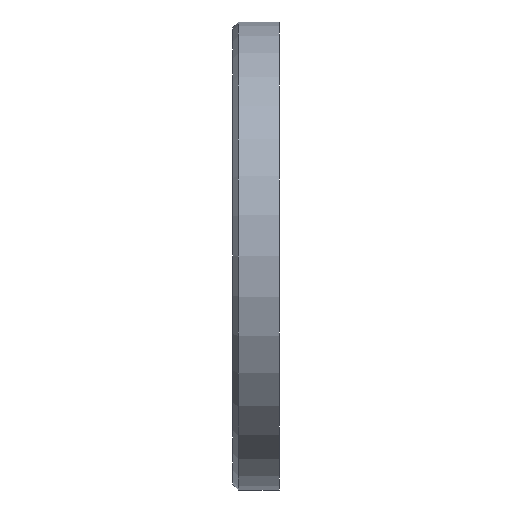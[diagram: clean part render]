
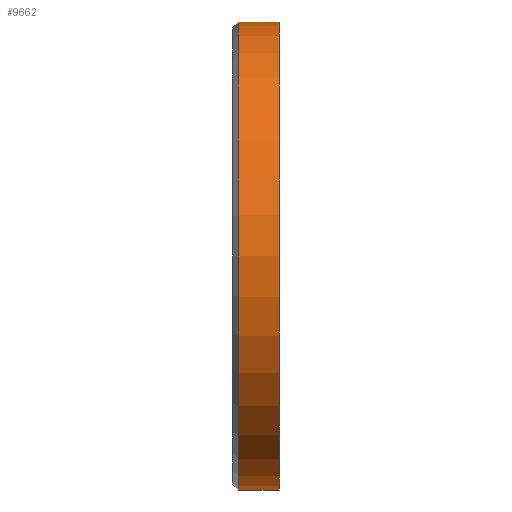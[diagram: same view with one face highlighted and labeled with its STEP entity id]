
A CAD part, left-side view. The second image highlights one B-rep face of the part: STEP entity #9662.
In plain terms, the highlighted cylindrical face has radius 40 mm (diameter 80 mm), a partial arc.
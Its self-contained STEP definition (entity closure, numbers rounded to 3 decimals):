
#376 = EDGE_CURVE ( 'NONE', #10188, #2929, #11900, .T. ) ;
#513 = ORIENTED_EDGE ( 'NONE', *, *, #376, .T. ) ;
#1621 = DIRECTION ( 'NONE',  ( 0., 0., 1. ) ) ;
#1646 = ORIENTED_EDGE ( 'NONE', *, *, #10746, .T. ) ;
#2131 = DIRECTION ( 'NONE',  ( 0., -1., 0. ) ) ;
#2929 = VERTEX_POINT ( 'NONE', #14006 ) ;
#3344 = CIRCLE ( 'NONE', #4537, 40. ) ;
#3615 = DIRECTION ( 'NONE',  ( 0., 0., -1. ) ) ;
#3670 = ORIENTED_EDGE ( 'NONE', *, *, #16104, .T. ) ;
#4537 = AXIS2_PLACEMENT_3D ( 'NONE', #9478, #6861, #1621 ) ;
#5259 = FACE_OUTER_BOUND ( 'NONE', #14167, .T. ) ;
#5682 = VERTEX_POINT ( 'NONE', #12587 ) ;
#5745 = CARTESIAN_POINT ( 'NONE',  ( 0., 8., 40. ) ) ;
#5856 = LINE ( 'NONE', #11407, #11628 ) ;
#6861 = DIRECTION ( 'NONE',  ( 0., 1., 0. ) ) ;
#8042 = EDGE_CURVE ( 'NONE', #10188, #5682, #13974, .T. ) ;
#8288 = VERTEX_POINT ( 'NONE', #13605 ) ;
#8331 = AXIS2_PLACEMENT_3D ( 'NONE', #15453, #10203, #3615 ) ;
#8513 = ORIENTED_EDGE ( 'NONE', *, *, #8042, .F. ) ;
#9478 = CARTESIAN_POINT ( 'NONE',  ( 0., 0., 0. ) ) ;
#9536 = DIRECTION ( 'NONE',  ( 0., -1., 0. ) ) ;
#9662 = ADVANCED_FACE ( 'NONE', ( #5259 ), #15364, .T. ) ;
#10188 = VERTEX_POINT ( 'NONE', #14091 ) ;
#10203 = DIRECTION ( 'NONE',  ( 0., -1., 0. ) ) ;
#10746 = EDGE_CURVE ( 'NONE', #8288, #5682, #3344, .T. ) ;
#10757 = DIRECTION ( 'NONE',  ( 0., 0., 1. ) ) ;
#11407 = CARTESIAN_POINT ( 'NONE',  ( 0., 8., -40. ) ) ;
#11628 = VECTOR ( 'NONE', #2131, 1000. ) ;
#11900 = CIRCLE ( 'NONE', #17013, 40. ) ;
#12248 = CARTESIAN_POINT ( 'NONE',  ( 0., 7., 0. ) ) ;
#12587 = CARTESIAN_POINT ( 'NONE',  ( 0., 0., 40. ) ) ;
#13605 = CARTESIAN_POINT ( 'NONE',  ( 0., 0., -40. ) ) ;
#13799 = DIRECTION ( 'NONE',  ( 0., -1., 0. ) ) ;
#13974 = LINE ( 'NONE', #5745, #14392 ) ;
#14006 = CARTESIAN_POINT ( 'NONE',  ( 0., 7., -40. ) ) ;
#14091 = CARTESIAN_POINT ( 'NONE',  ( 0., 7., 40. ) ) ;
#14167 = EDGE_LOOP ( 'NONE', ( #8513, #513, #3670, #1646 ) ) ;
#14392 = VECTOR ( 'NONE', #13799, 1000. ) ;
#15364 = CYLINDRICAL_SURFACE ( 'NONE', #8331, 40. ) ;
#15453 = CARTESIAN_POINT ( 'NONE',  ( 0., 8., 0. ) ) ;
#16104 = EDGE_CURVE ( 'NONE', #2929, #8288, #5856, .T. ) ;
#17013 = AXIS2_PLACEMENT_3D ( 'NONE', #12248, #9536, #10757 ) ;
